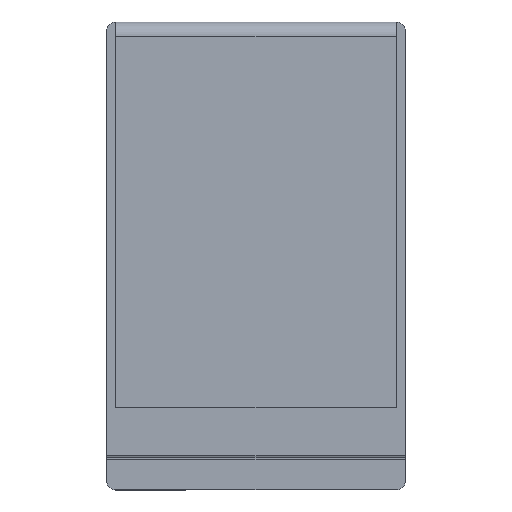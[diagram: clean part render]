
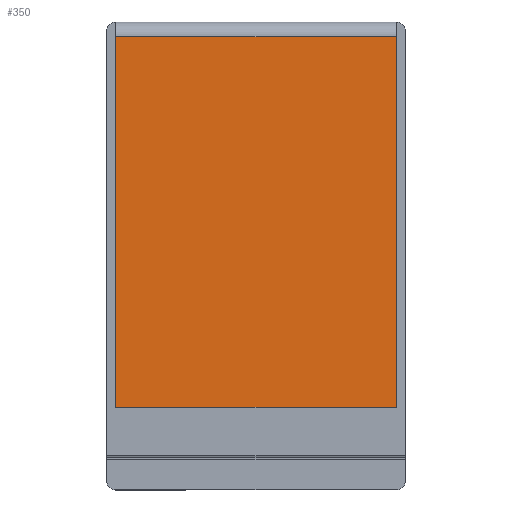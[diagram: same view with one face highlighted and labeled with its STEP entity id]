
A CAD part, top view. The second image highlights one B-rep face of the part: STEP entity #350.
In plain terms, the highlighted planar face has unit normal (0, 0, 1).
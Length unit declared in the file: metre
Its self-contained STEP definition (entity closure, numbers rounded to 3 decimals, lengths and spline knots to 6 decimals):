
#105=ORIENTED_EDGE('',*,*,#168,.T.);
#106=ORIENTED_EDGE('',*,*,#171,.T.);
#107=ORIENTED_EDGE('',*,*,#169,.F.);
#108=ORIENTED_EDGE('',*,*,#165,.F.);
#165=EDGE_CURVE('',#202,#203,#238,.T.);
#168=EDGE_CURVE('',#202,#204,#240,.T.);
#169=EDGE_CURVE('',#203,#205,#241,.T.);
#171=EDGE_CURVE('',#204,#205,#242,.T.);
#202=VERTEX_POINT('',#577);
#203=VERTEX_POINT('',#579);
#204=VERTEX_POINT('',#583);
#205=VERTEX_POINT('',#587);
#238=LINE('',#578,#277);
#240=LINE('',#584,#279);
#241=LINE('',#586,#280);
#242=LINE('',#590,#281);
#277=VECTOR('',#471,1.);
#279=VECTOR('',#477,1.);
#280=VECTOR('',#480,1.);
#281=VECTOR('',#485,1.);
#298=EDGE_LOOP('',(#105,#106,#107,#108));
#317=FACE_BOUND('',#298,.T.);
#332=PLANE('',#392);
#350=ADVANCED_FACE('',(#317),#332,.T.);
#392=AXIS2_PLACEMENT_3D('',#589,#483,#484);
#471=DIRECTION('',(-1.,0.,0.));
#477=DIRECTION('',(0.,1.,0.));
#480=DIRECTION('',(0.,1.,0.));
#483=DIRECTION('',(0.,0.,1.));
#484=DIRECTION('',(1.,0.,0.));
#485=DIRECTION('',(-1.,0.,0.));
#577=CARTESIAN_POINT('',(-0.0025,0.023,0.0075));
#578=CARTESIAN_POINT('',(-0.0415,0.023,0.0075));
#579=CARTESIAN_POINT('',(-0.0805,0.023,0.0075));
#583=CARTESIAN_POINT('',(-0.0025,0.126,0.0075));
#584=CARTESIAN_POINT('',(-0.0025,0.0765,0.0075));
#586=CARTESIAN_POINT('',(-0.0805,0.0765,0.0075));
#587=CARTESIAN_POINT('',(-0.0805,0.126,0.0075));
#589=CARTESIAN_POINT('',(-0.0415,0.065,0.0075));
#590=CARTESIAN_POINT('',(-0.0805,0.126,0.0075));
